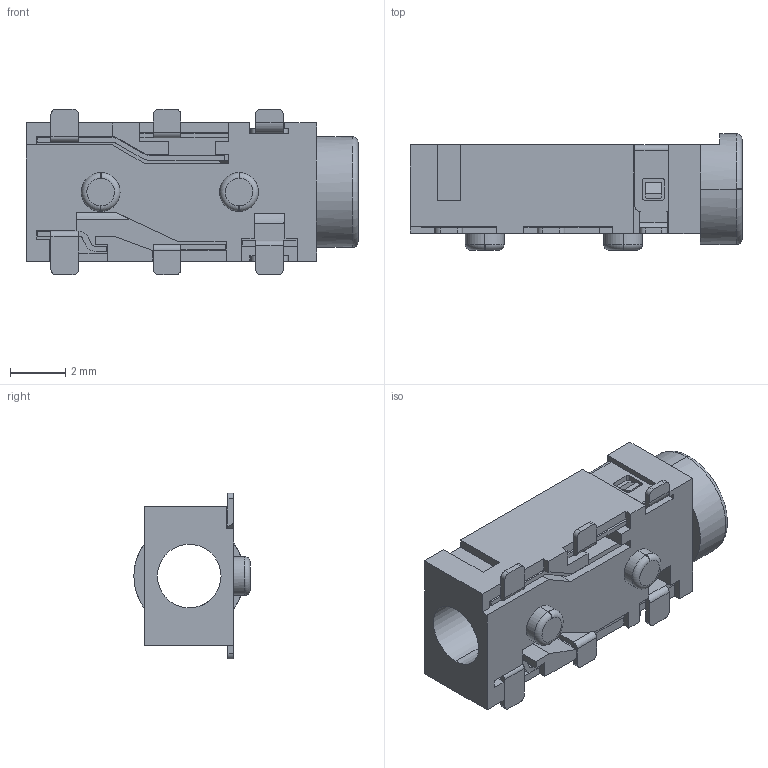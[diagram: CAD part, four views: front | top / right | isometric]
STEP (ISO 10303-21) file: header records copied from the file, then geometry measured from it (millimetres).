
FILE_DESCRIPTION(('STEP AP242'),'1');
FILE_NAME('pj-242d-smt.stp','2021-09-02T06:14:23',('TraceParts'),('TraceParts S.A.'),'Spatial InterOp 3D',' ',' ');
FILE_SCHEMA(('AP242_MANAGED_MODEL_BASED_3D_ENGINEERING_MIM_LF {1 0 10303 442 1 1 4}'));
Length unit declared in the file: millimetre
Products named in the file (1): pj-242d-smt
Bounding box: 12 x 4.2 x 6 mm (x, y, z)
Volume: 120.8 mm3; surface area: 405.5 mm2
Topology: 1 solids, 1 shells, 698 faces, 1972 edges, 1301 vertices
Faces by surface type: plane 621, cylinder 63, torus 12, cone 2
Entity records: 22299 total; most frequent: CARTESIAN_POINT 4041, ORIENTED_EDGE 3944, DIRECTION 3523, EDGE_CURVE 1972, LINE 1799, VECTOR 1799, VERTEX_POINT 1301, AXIS2_PLACEMENT_3D 862
